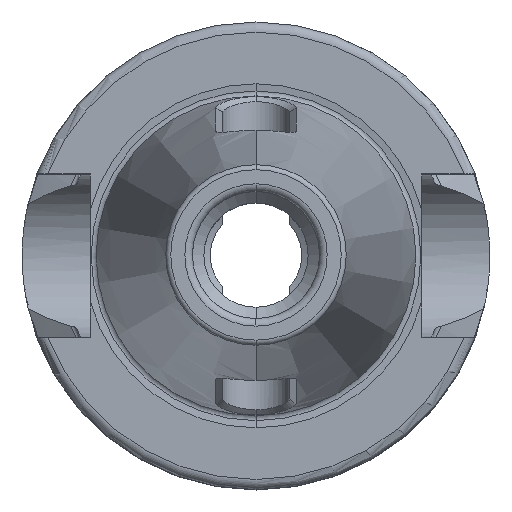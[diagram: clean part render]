
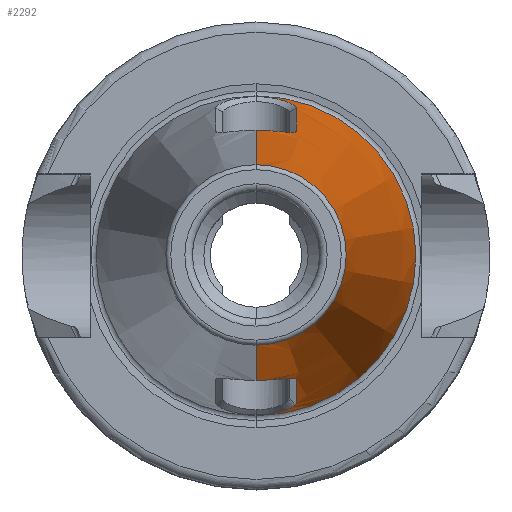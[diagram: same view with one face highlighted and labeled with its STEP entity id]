
A CAD part, top view. The second image highlights one B-rep face of the part: STEP entity #2292.
In plain terms, the highlighted conical face has half-angle 8.297 degrees and reference radius 12.304 mm.
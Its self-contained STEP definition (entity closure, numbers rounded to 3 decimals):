
#130=CARTESIAN_POINT('',(0.,15.646,23.572));
#131=CARTESIAN_POINT('',(0.223,15.646,23.572));
#132=CARTESIAN_POINT('',(0.667,15.631,23.608));
#133=CARTESIAN_POINT('',(1.328,15.564,23.775));
#134=CARTESIAN_POINT('',(1.954,15.457,24.052));
#135=CARTESIAN_POINT('',(2.531,15.315,24.437));
#136=CARTESIAN_POINT('',(3.033,15.151,24.919));
#137=CARTESIAN_POINT('',(3.438,14.979,25.48));
#138=CARTESIAN_POINT('',(3.731,14.816,26.095));
#139=CARTESIAN_POINT('',(3.906,14.673,26.742));
#140=CARTESIAN_POINT('',(3.944,14.598,27.17));
#141=CARTESIAN_POINT('',(3.944,14.565,27.387));
#143=CARTESIAN_POINT('',(0,0,23));
#144=DIRECTION('',(0,0,-1));
#145=DIRECTION('',(0,1,0));
#146=AXIS2_PLACEMENT_3D('',#143,#144,#145);
#148=CARTESIAN_POINT('',(3.944,-14.565,27.387));
#149=CARTESIAN_POINT('',(3.944,-14.598,27.17));
#150=CARTESIAN_POINT('',(3.906,-14.673,26.741));
#151=CARTESIAN_POINT('',(3.731,-14.816,26.093));
#152=CARTESIAN_POINT('',(3.437,-14.98,25.479));
#153=CARTESIAN_POINT('',(3.031,-15.152,24.917));
#154=CARTESIAN_POINT('',(2.528,-15.316,24.434));
#155=CARTESIAN_POINT('',(1.951,-15.457,24.05));
#156=CARTESIAN_POINT('',(1.321,-15.565,23.772));
#157=CARTESIAN_POINT('',(0.66,-15.631,23.607));
#158=CARTESIAN_POINT('',(0.221,-15.646,23.572));
#159=CARTESIAN_POINT('',(0.,-15.646,
23.572));
#161=CARTESIAN_POINT('',(3.968,-12.22,42.757));
#162=CARTESIAN_POINT('',(3.965,-12.49,41.003));
#163=CARTESIAN_POINT('',(3.959,-13.032,37.465));
#164=CARTESIAN_POINT('',(3.951,-13.814,32.341));
#165=CARTESIAN_POINT('',(3.946,-14.313,29.049));
#166=CARTESIAN_POINT('',(3.944,-14.565,27.387));
#168=CARTESIAN_POINT('',(0.,-12.292,
46.572));
#169=CARTESIAN_POINT('',(0.241,-12.292,46.572));
#170=CARTESIAN_POINT('',(0.723,-12.283,46.53));
#171=CARTESIAN_POINT('',(1.427,-12.249,46.341));
#172=CARTESIAN_POINT('',(2.074,-12.2,46.035));
#173=CARTESIAN_POINT('',(2.646,-12.148,45.63));
#174=CARTESIAN_POINT('',(3.123,-12.106,45.145));
#175=CARTESIAN_POINT('',(3.498,-12.084,44.601));
#176=CARTESIAN_POINT('',(3.769,-12.092,44.012));
#177=CARTESIAN_POINT('',(3.933,-12.135,43.387));
#178=CARTESIAN_POINT('',(3.968,-12.188,42.967));
#179=CARTESIAN_POINT('',(3.968,-12.22,42.757));
#181=CARTESIAN_POINT('',(0,0,69.972));
#182=DIRECTION('',(0,0,1));
#183=DIRECTION('',(0,-1,0));
#184=AXIS2_PLACEMENT_3D('',#181,#182,#183);
#186=CARTESIAN_POINT('',(3.968,12.22,42.757));
#187=CARTESIAN_POINT('',(3.968,12.187,42.971));
#188=CARTESIAN_POINT('',(3.931,12.133,43.402));
#189=CARTESIAN_POINT('',(3.765,12.091,44.022));
#190=CARTESIAN_POINT('',(3.494,12.084,44.609));
#191=CARTESIAN_POINT('',(3.117,12.106,45.152));
#192=CARTESIAN_POINT('',(2.639,12.149,45.636));
#193=CARTESIAN_POINT('',(2.068,12.2,46.039));
#194=CARTESIAN_POINT('',(1.418,12.249,46.344));
#195=CARTESIAN_POINT('',(0.715,12.284,46.531));
#196=CARTESIAN_POINT('',(0.239,12.292,46.572));
#197=CARTESIAN_POINT('',(0.,12.292,46.572));
#199=CARTESIAN_POINT('',(3.944,14.565,27.387));
#200=CARTESIAN_POINT('',(3.946,14.313,29.05));
#201=CARTESIAN_POINT('',(3.951,13.813,32.346));
#202=CARTESIAN_POINT('',(3.959,13.032,37.469));
#203=CARTESIAN_POINT('',(3.965,12.49,41.005));
#204=CARTESIAN_POINT('',(3.968,12.22,42.757));
#478=CARTESIAN_POINT('',(0.,15.646,23.572));
#500=DIRECTION('',(0.,-0.144,0.99));
#501=VECTOR('',#500,23.648);
#502=CARTESIAN_POINT('',(0.,12.292,46.572));
#503=LINE('',#502,#501);
#509=DIRECTION('',(0.,0.144,0.99));
#510=VECTOR('',#509,23.648);
#511=CARTESIAN_POINT('',(0.,-12.292,
46.572));
#512=LINE('',#511,#510);
#524=CARTESIAN_POINT('',(0.,-12.292,
46.572));
#546=DIRECTION('',(0.,0.144,0.99));
#547=VECTOR('',#546,0.578);
#548=CARTESIAN_POINT('',(0,-15.729,23));
#549=LINE('',#548,#547);
#555=DIRECTION('',(0.,-0.144,0.99));
#556=VECTOR('',#555,0.578);
#557=CARTESIAN_POINT('',(0,15.729,23));
#558=LINE('',#557,#556);
#1815=CARTESIAN_POINT('',(0,15.729,23));
#1817=VERTEX_POINT('',#1815);
#1831=CARTESIAN_POINT('',(0,-15.729,23));
#1833=VERTEX_POINT('',#1831);
#1858=CARTESIAN_POINT('',(0,8.879,69.972));
#1859=CARTESIAN_POINT('',(0,-8.879,69.972));
#1860=VERTEX_POINT('',#1858);
#1861=VERTEX_POINT('',#1859);
#2081=VERTEX_POINT('',#478);
#2084=VERTEX_POINT('',#141);
#2086=VERTEX_POINT('',#204);
#2088=VERTEX_POINT('',#197);
#2092=VERTEX_POINT('',#148);
#2093=VERTEX_POINT('',#159);
#2100=VERTEX_POINT('',#524);
#2102=VERTEX_POINT('',#179);
#2262=CARTESIAN_POINT('',(0,0,46.486));
#2263=DIRECTION('',(0,0,-1));
#2264=DIRECTION('',(0,-1,0));
#2265=AXIS2_PLACEMENT_3D('',#2262,#2263,#2264);
#2266=CONICAL_SURFACE('',#2265,12.304,8.297);
#2268=ORIENTED_EDGE('',*,*,#2267,.F.);
#2270=ORIENTED_EDGE('',*,*,#2269,.F.);
#2272=ORIENTED_EDGE('',*,*,#2271,.T.);
#2274=ORIENTED_EDGE('',*,*,#2273,.T.);
#2276=ORIENTED_EDGE('',*,*,#2275,.F.);
#2278=ORIENTED_EDGE('',*,*,#2277,.F.);
#2280=ORIENTED_EDGE('',*,*,#2279,.F.);
#2282=ORIENTED_EDGE('',*,*,#2281,.T.);
#2284=ORIENTED_EDGE('',*,*,#2283,.T.);
#2286=ORIENTED_EDGE('',*,*,#2285,.F.);
#2287=ORIENTED_EDGE('',*,*,#2252,.F.);
#2289=ORIENTED_EDGE('',*,*,#2288,.F.);
#2290=EDGE_LOOP('',(#2268,#2270,#2272,#2274,#2276,#2278,#2280,#2282,#2284,#2286,
#2287,#2289));
#2291=FACE_OUTER_BOUND('',#2290,.F.);
#2292=ADVANCED_FACE('',(#2291),#2266,.T.);
#142=B_SPLINE_CURVE_WITH_KNOTS('',3,(#130,#131,#132,#133,#134,#135,#136,#137,
#138,#139,#140,#141),.UNSPECIFIED.,.F.,.F.,(4,1,1,1,1,1,1,1,1,4),(0,
0.111,0.222,0.333,0.444,
0.556,0.667,0.778,0.889,1),
.UNSPECIFIED.);
#147=CIRCLE('',#146,15.729);
#160=B_SPLINE_CURVE_WITH_KNOTS('',3,(#148,#149,#150,#151,#152,#153,#154,#155,
#156,#157,#158,#159),.UNSPECIFIED.,.F.,.F.,(4,1,1,1,1,1,1,1,1,4),(0,
0.111,0.222,0.333,0.444,
0.556,0.667,0.778,0.889,1),
.UNSPECIFIED.);
#167=B_SPLINE_CURVE_WITH_KNOTS('',3,(#161,#162,#163,#164,#165,#166),
.UNSPECIFIED.,.F.,.F.,(4,1,1,4),(0,0.333,0.667,1),
.UNSPECIFIED.);
#180=B_SPLINE_CURVE_WITH_KNOTS('',3,(#168,#169,#170,#171,#172,#173,#174,#175,
#176,#177,#178,#179),.UNSPECIFIED.,.F.,.F.,(4,1,1,1,1,1,1,1,1,4),(0,
0.111,0.222,0.333,0.444,
0.556,0.667,0.778,0.889,1),
.UNSPECIFIED.);
#185=CIRCLE('',#184,8.879);
#198=B_SPLINE_CURVE_WITH_KNOTS('',3,(#186,#187,#188,#189,#190,#191,#192,#193,
#194,#195,#196,#197),.UNSPECIFIED.,.F.,.F.,(4,1,1,1,1,1,1,1,1,4),(0,
0.111,0.222,0.333,0.444,
0.556,0.667,0.778,0.889,1),
.UNSPECIFIED.);
#205=B_SPLINE_CURVE_WITH_KNOTS('',3,(#199,#200,#201,#202,#203,#204),
.UNSPECIFIED.,.F.,.F.,(4,1,1,4),(0,0.333,0.667,1),
.UNSPECIFIED.);
#2252=EDGE_CURVE('',#2086,#2088,#198,.T.);
#2267=EDGE_CURVE('',#2081,#2084,#142,.T.);
#2269=EDGE_CURVE('',#1817,#2081,#558,.T.);
#2271=EDGE_CURVE('',#1817,#1833,#147,.T.);
#2273=EDGE_CURVE('',#1833,#2093,#549,.T.);
#2275=EDGE_CURVE('',#2092,#2093,#160,.T.);
#2277=EDGE_CURVE('',#2102,#2092,#167,.T.);
#2279=EDGE_CURVE('',#2100,#2102,#180,.T.);
#2281=EDGE_CURVE('',#2100,#1861,#512,.T.);
#2283=EDGE_CURVE('',#1861,#1860,#185,.T.);
#2285=EDGE_CURVE('',#2088,#1860,#503,.T.);
#2288=EDGE_CURVE('',#2084,#2086,#205,.T.);
